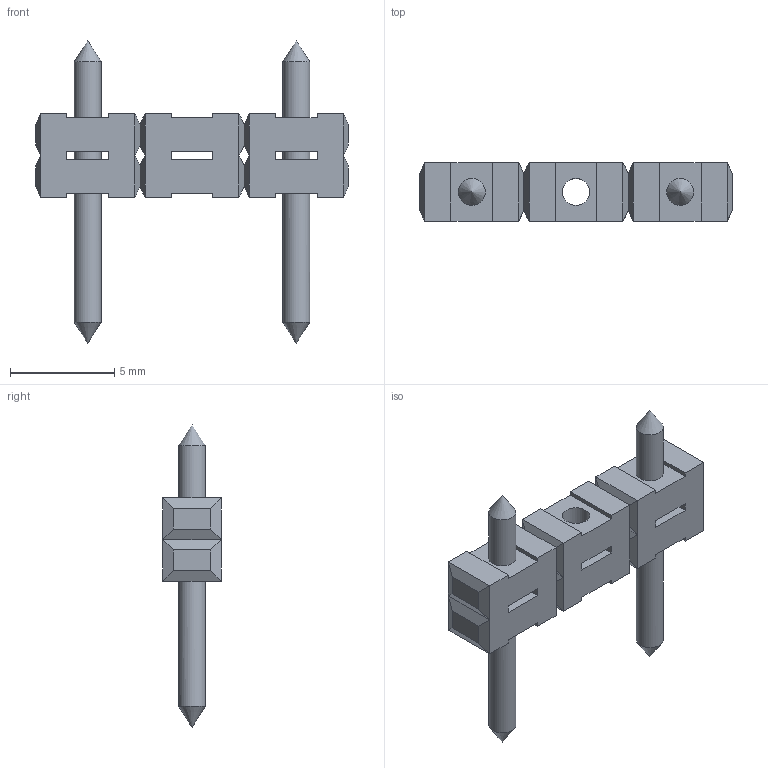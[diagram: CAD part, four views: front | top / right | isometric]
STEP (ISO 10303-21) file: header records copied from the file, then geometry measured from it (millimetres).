
FILE_DESCRIPTION(('STEP AP214'),'1');
FILE_NAME('PVSD02-10.stp','2018-11-21T10:05:49',(' '),(' '),'Spatial InterOp 3D',' ',' ');
FILE_SCHEMA(('AUTOMOTIVE_DESIGN { 1 0 10303 214 1 1 1 1 }'));
Length unit declared in the file: metre
Products named in the file (1): 1
Bounding box: 15 x 2.8 x 14.5 mm (x, y, z)
Volume: 170.6 mm3; surface area: 362.1 mm2
Topology: 1 solids, 1 shells, 112 faces, 284 edges, 170 vertices
Faces by surface type: plane 100, cylinder 8, cone 4
Full cylindrical faces by diameter (mm): 1.3 x8
Entity records: 4019 total; most frequent: CARTESIAN_POINT 531, ORIENTED_EDGE 516, DIRECTION 500, EDGE_CURVE 258, LINE 242, VECTOR 242, VERTEX_POINT 160, EDGE_LOOP 138
